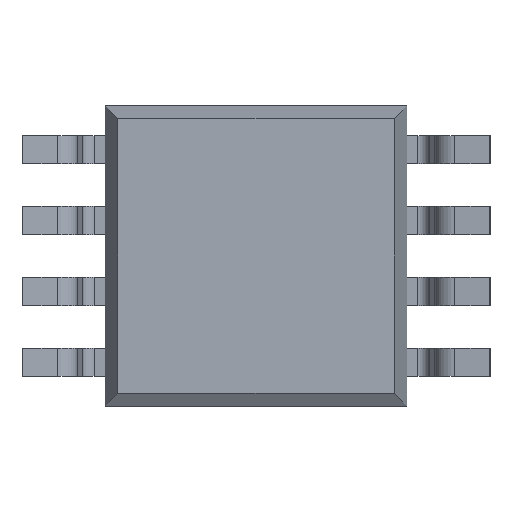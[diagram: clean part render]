
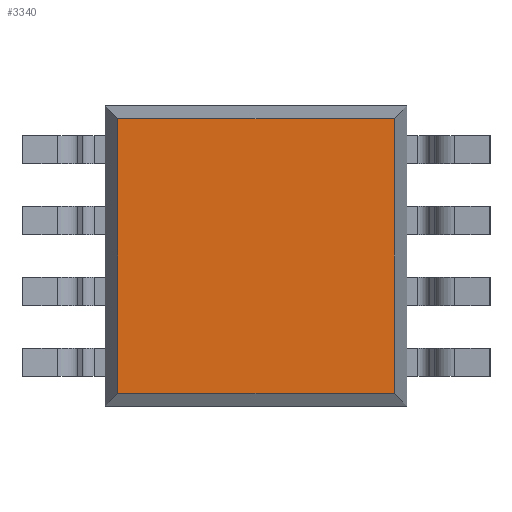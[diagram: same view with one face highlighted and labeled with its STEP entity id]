
A CAD part, front view. The second image highlights one B-rep face of the part: STEP entity #3340.
In plain terms, the highlighted planar face has unit normal (0, -1, 0).
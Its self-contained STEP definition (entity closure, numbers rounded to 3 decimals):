
#1867 = PLANE ( 'NONE',  #2494 ) ;
#1868 = CARTESIAN_POINT ( 'NONE',  ( -2.705, -2.03, 2.69 ) ) ;
#1869 = DIRECTION ( 'NONE',  ( 0., 1., 0. ) ) ;
#1870 = DIRECTION ( 'NONE',  ( 0., 0., 1. ) ) ;
#2322 = VECTOR ( 'NONE', #3574, 1000. ) ;
#2326 = VECTOR ( 'NONE', #3555, 1000. ) ;
#2346 = VECTOR ( 'NONE', #4086, 1000. ) ;
#2363 = VECTOR ( 'NONE', #4280, 1000. ) ;
#2494 = AXIS2_PLACEMENT_3D ( 'NONE', #1868, #1869, #1870 ) ;
#3016 = FACE_OUTER_BOUND ( 'NONE', #5970, .T. ) ;
#3340 = ADVANCED_FACE ( 'NONE', ( #3016 ), #1867, .F. ) ;
#3555 = DIRECTION ( 'NONE',  ( 1., 0., 0. ) ) ;
#3574 = DIRECTION ( 'NONE',  ( -1., 0., 0. ) ) ;
#3634 = CARTESIAN_POINT ( 'NONE',  ( -2.705, -2.03, 2.462 ) ) ;
#3655 = CARTESIAN_POINT ( 'NONE',  ( -2.477, -2.03, 2.462 ) ) ;
#3703 = CARTESIAN_POINT ( 'NONE',  ( 2.477, -2.03, 2.462 ) ) ;
#4030 = CARTESIAN_POINT ( 'NONE',  ( -2.705, -2.03, -2.462 ) ) ;
#4086 = DIRECTION ( 'NONE',  ( 0., 0., 1. ) ) ;
#4100 = CARTESIAN_POINT ( 'NONE',  ( -2.477, -2.03, 2.69 ) ) ;
#4140 = CARTESIAN_POINT ( 'NONE',  ( -2.477, -2.03, -2.462 ) ) ;
#4142 = CARTESIAN_POINT ( 'NONE',  ( 2.477, -2.03, -2.462 ) ) ;
#4280 = DIRECTION ( 'NONE',  ( 0., 0., -1. ) ) ;
#4297 = CARTESIAN_POINT ( 'NONE',  ( 2.477, -2.03, 2.69 ) ) ;
#4382 = ORIENTED_EDGE ( 'NONE', *, *, #6180, .F. ) ;
#4383 = ORIENTED_EDGE ( 'NONE', *, *, #6160, .F. ) ;
#4389 = ORIENTED_EDGE ( 'NONE', *, *, #6164, .F. ) ;
#4391 = ORIENTED_EDGE ( 'NONE', *, *, #6193, .F. ) ;
#4647 = VERTEX_POINT ( 'NONE', #3703 ) ;
#4650 = VERTEX_POINT ( 'NONE', #3655 ) ;
#4901 = VERTEX_POINT ( 'NONE', #4142 ) ;
#4902 = VERTEX_POINT ( 'NONE', #4140 ) ;
#5970 = EDGE_LOOP ( 'NONE', ( #4389, #4382, #4383, #4391 ) ) ;
#6160 = EDGE_CURVE ( 'NONE', #4901, #4902, #6466, .T. ) ;
#6164 = EDGE_CURVE ( 'NONE', #4650, #4647, #6470, .T. ) ;
#6180 = EDGE_CURVE ( 'NONE', #4902, #4650, #6484, .T. ) ;
#6193 = EDGE_CURVE ( 'NONE', #4647, #4901, #6493, .T. ) ;
#6466 = LINE ( 'NONE', #4030, #2322 ) ;
#6470 = LINE ( 'NONE', #3634, #2326 ) ;
#6484 = LINE ( 'NONE', #4100, #2346 ) ;
#6493 = LINE ( 'NONE', #4297, #2363 ) ;
